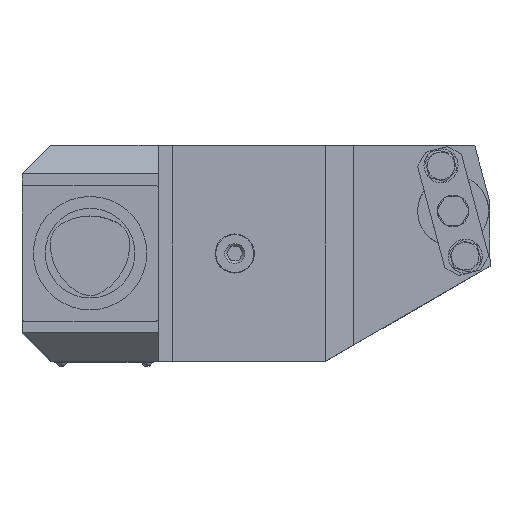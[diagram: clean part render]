
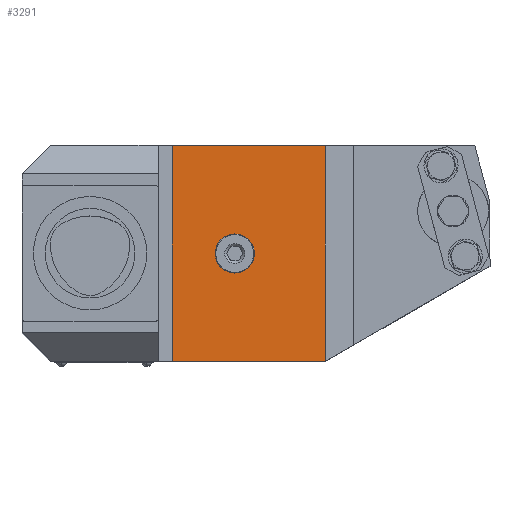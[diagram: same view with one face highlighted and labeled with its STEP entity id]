
A CAD part, top view. The second image highlights one B-rep face of the part: STEP entity #3291.
In plain terms, the highlighted planar face has unit normal (0, 0, 1).
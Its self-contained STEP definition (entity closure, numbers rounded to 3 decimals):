
#102 = VECTOR ( 'NONE', #2409, 1000. ) ;
#148 = VERTEX_POINT ( 'NONE', #5993 ) ;
#793 = ORIENTED_EDGE ( 'NONE', *, *, #7526, .T. ) ;
#906 = LINE ( 'NONE', #5008, #1857 ) ;
#938 = DIRECTION ( 'NONE',  ( 0., -1., 0. ) ) ;
#1106 = VERTEX_POINT ( 'NONE', #2715 ) ;
#1369 = PLANE ( 'NONE',  #5996 ) ;
#1380 = VERTEX_POINT ( 'NONE', #4245 ) ;
#1404 = VERTEX_POINT ( 'NONE', #6630 ) ;
#1425 = ORIENTED_EDGE ( 'NONE', *, *, #7025, .T. ) ;
#1440 = ORIENTED_EDGE ( 'NONE', *, *, #1747, .T. ) ;
#1459 = DIRECTION ( 'NONE',  ( 0., 0., -1. ) ) ;
#1483 = CARTESIAN_POINT ( 'NONE',  ( 83., -38., 30. ) ) ;
#1539 = DIRECTION ( 'NONE',  ( -1., 0., 0. ) ) ;
#1747 = EDGE_CURVE ( 'Defeature ausgef�hrt2_17+Defeature ausgef�hrt2_37+Defeature ausgef�hrt2_19+Defeature ausgef�hrt2_11', #1106, #3986, #6336, .T. ) ;
#1857 = VECTOR ( 'NONE', #1539, 1000. ) ;
#1858 = LINE ( 'NONE', #4828, #102 ) ;
#2171 = CARTESIAN_POINT ( 'NONE',  ( -4.055, -5.101, 30. ) ) ;
#2409 = DIRECTION ( 'NONE',  ( 0., 1., 0. ) ) ;
#2556 = CARTESIAN_POINT ( 'NONE',  ( 83., -38., 30. ) ) ;
#2581 = LINE ( 'NONE', #1483, #5517 ) ;
#2650 = ORIENTED_EDGE ( 'NONE', *, *, #5095, .T. ) ;
#2690 = DIRECTION ( 'NONE',  ( -1., 0., 0. ) ) ;
#2715 = CARTESIAN_POINT ( 'NONE',  ( -29., 38., 30. ) ) ;
#2945 = DIRECTION ( 'NONE',  ( -1., 0., 0. ) ) ;
#3071 = VECTOR ( 'NONE', #3511, 1000. ) ;
#3287 = CARTESIAN_POINT ( 'NONE',  ( -7., 0., 30. ) ) ;
#3291 = ADVANCED_FACE ( 'Defeature ausgef�hrt2_17', ( #6138, #6732 ), #1369, .F. ) ;
#3511 = DIRECTION ( 'NONE',  ( 0., -1., 0. ) ) ;
#3550 = CARTESIAN_POINT ( 'NONE',  ( -29., -38., 30. ) ) ;
#3986 = VERTEX_POINT ( 'NONE', #4436 ) ;
#4245 = CARTESIAN_POINT ( 'NONE',  ( 25., -38., 30. ) ) ;
#4436 = CARTESIAN_POINT ( 'NONE',  ( -29., -38., 30. ) ) ;
#4489 = EDGE_CURVE ( 'Defeature ausgef�hrt2_11+Defeature ausgef�hrt2_17+Defeature ausgef�hrt2_39+Defeature ausgef�hrt2_37', #1380, #3986, #2581, .T. ) ;
#4828 = CARTESIAN_POINT ( 'NONE',  ( 25., -38., 30. ) ) ;
#4982 = EDGE_CURVE ( 'Defeature ausgef�hrt2_17+Defeature ausgef�hrt2_19+Defeature ausgef�hrt2_15+Defeature ausgef�hrt2_37', #148, #1106, #906, .T. ) ;
#5008 = CARTESIAN_POINT ( 'NONE',  ( 83., 38., 30. ) ) ;
#5044 = VERTEX_POINT ( 'NONE', #2171 ) ;
#5095 = EDGE_CURVE ( 'Defeature ausgef�hrt2_17+Defeature ausgef�hrt2_172+Defeature ausgef�hrt2_172+Defeature ausgef�hrt2_172', #5044, #1404, #6789, .T. ) ;
#5517 = VECTOR ( 'NONE', #5713, 1000. ) ;
#5713 = DIRECTION ( 'NONE',  ( -1., 0., 0. ) ) ;
#5993 = CARTESIAN_POINT ( 'NONE',  ( 25., 38., 30. ) ) ;
#5996 = AXIS2_PLACEMENT_3D ( 'NONE', #2556, #1459, #938 ) ;
#6138 = FACE_BOUND ( 'NONE', #6368, .T. ) ;
#6197 = AXIS2_PLACEMENT_3D ( 'NONE', #3287, #6280, #2690 ) ;
#6280 = DIRECTION ( 'NONE',  ( 0., 0., -1. ) ) ;
#6336 = LINE ( 'NONE', #3550, #3071 ) ;
#6368 = EDGE_LOOP ( 'NONE', ( #793, #2650 ) ) ;
#6513 = ORIENTED_EDGE ( 'NONE', *, *, #4982, .T. ) ;
#6523 = AXIS2_PLACEMENT_3D ( 'NONE', #7022, #7100, #2945 ) ;
#6630 = CARTESIAN_POINT ( 'NONE',  ( -9.945, 5.101, 30. ) ) ;
#6732 = FACE_OUTER_BOUND ( 'NONE', #6809, .T. ) ;
#6789 = CIRCLE ( 'NONE', #6523, 5.89 ) ;
#6809 = EDGE_LOOP ( 'NONE', ( #6513, #1440, #7055, #1425 ) ) ;
#7022 = CARTESIAN_POINT ( 'NONE',  ( -7., 0., 30. ) ) ;
#7025 = EDGE_CURVE ( 'Defeature ausgef�hrt2_17+Defeature ausgef�hrt2_15+Defeature ausgef�hrt2_11+Defeature ausgef�hrt2_19', #1380, #148, #1858, .T. ) ;
#7055 = ORIENTED_EDGE ( 'NONE', *, *, #4489, .F. ) ;
#7100 = DIRECTION ( 'NONE',  ( 0., 0., -1. ) ) ;
#7526 = EDGE_CURVE ( 'Defeature ausgef�hrt2_17+Defeature ausgef�hrt2_172+Defeature ausgef�hrt2_172+Defeature ausgef�hrt2_172', #1404, #5044, #7836, .T. ) ;
#7836 = CIRCLE ( 'NONE', #6197, 5.89 ) ;
